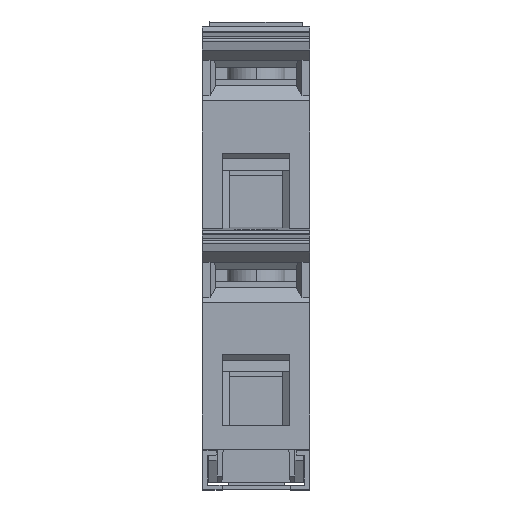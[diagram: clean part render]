
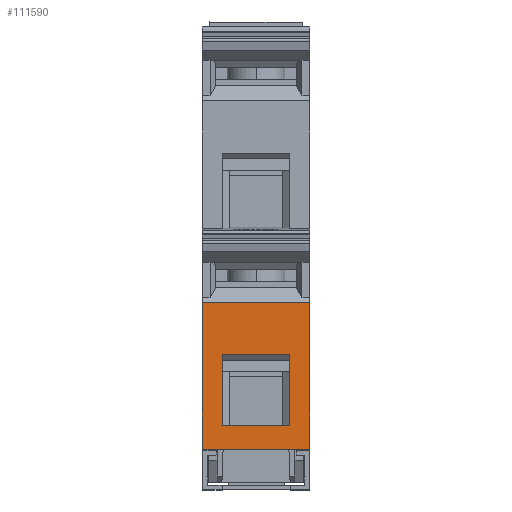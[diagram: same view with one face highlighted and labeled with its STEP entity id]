
A CAD part, front view. The second image highlights one B-rep face of the part: STEP entity #111590.
In plain terms, the highlighted planar face has unit normal (0, -1, 0).
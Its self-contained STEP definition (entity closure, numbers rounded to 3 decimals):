
#26940=CARTESIAN_POINT('',(29.78,-8.665,
0.));
#26950=VERTEX_POINT('',#26940);
#26980=CARTESIAN_POINT('',(29.78,-8.665,
0.));
#26990=DIRECTION('',(0.,0.,1.));
#27000=VECTOR('',#26990,1.);
#27010=LINE('',#26980,#27000);
#27020=CARTESIAN_POINT('',(29.78,-8.665,
17.6));
#27030=VERTEX_POINT('',#27020);
#27040=EDGE_CURVE('',#26950,#27030,#27010,.T.);
#30230=CARTESIAN_POINT('',(-1.653,-8.665,
17.6));
#30240=DIRECTION('',(1.,0.,0.));
#30250=VECTOR('',#30240,1.);
#30260=LINE('',#30230,#30250);
#30270=CARTESIAN_POINT('',(5.761,-8.665,
17.6));
#30280=VERTEX_POINT('',#30270);
#30290=EDGE_CURVE('',#30280,#27030,#30260,.T.);
#40640=CARTESIAN_POINT('',(5.761,-8.665,
0.));
#40650=VERTEX_POINT('',#40640);
#41230=CARTESIAN_POINT('',(5.761,-8.665,
0.));
#41240=DIRECTION('',(0.,0.,-1.));
#41250=VECTOR('',#41240,1.);
#41260=LINE('',#41230,#41250);
#41270=EDGE_CURVE('',#30280,#40650,#41260,.T.);
#44100=CARTESIAN_POINT('',(-28.624,-8.665,
0.));
#44110=DIRECTION('',(1.,0.,0.));
#44120=VECTOR('',#44110,1.);
#44130=LINE('',#44100,#44120);
#44140=EDGE_CURVE('',#40650,#26950,#44130,.T.);
#111140=CARTESIAN_POINT('',(6.176,-8.665,
0.));
#111150=DIRECTION('',(0.,1.,0.));
#111160=DIRECTION('',(-1.,0.,0.));
#111170=AXIS2_PLACEMENT_3D('',#111140,#111150,#111160);
#111180=PLANE('',#111170);
#111190=CARTESIAN_POINT('',(-28.624,-8.665,
3.3));
#111200=DIRECTION('',(1.,0.,0.));
#111210=VECTOR('',#111200,1.);
#111220=LINE('',#111190,#111210);
#111230=CARTESIAN_POINT('',(14.227,-8.665,
3.3));
#111240=VERTEX_POINT('',#111230);
#111250=CARTESIAN_POINT('',(25.92,-8.665,
3.3));
#111260=VERTEX_POINT('',#111250);
#111270=EDGE_CURVE('',#111240,#111260,#111220,.T.);
#111280=ORIENTED_EDGE('',*,*,#111270,.F.);
#111290=CARTESIAN_POINT('',(25.92,-8.665,
-0.388));
#111300=DIRECTION('',(0.,0.,1.));
#111310=VECTOR('',#111300,1.);
#111320=LINE('',#111290,#111310);
#111330=CARTESIAN_POINT('',(25.92,-8.665,
14.3));
#111340=VERTEX_POINT('',#111330);
#111350=EDGE_CURVE('',#111260,#111340,#111320,.T.);
#111360=ORIENTED_EDGE('',*,*,#111350,.F.);
#111370=CARTESIAN_POINT('',(-28.624,-8.665,
14.3));
#111380=DIRECTION('',(1.,0.,0.));
#111390=VECTOR('',#111380,1.);
#111400=LINE('',#111370,#111390);
#111410=CARTESIAN_POINT('',(14.227,-8.665,
14.3));
#111420=VERTEX_POINT('',#111410);
#111430=EDGE_CURVE('',#111420,#111340,#111400,.T.);
#111440=ORIENTED_EDGE('',*,*,#111430,.T.);
#111450=CARTESIAN_POINT('',(14.227,-8.665,
0.001));
#111460=DIRECTION('',(0.,0.,-1.));
#111470=VECTOR('',#111460,1.);
#111480=LINE('',#111450,#111470);
#111490=EDGE_CURVE('',#111420,#111240,#111480,.T.);
#111500=ORIENTED_EDGE('',*,*,#111490,.F.);
#111510=EDGE_LOOP('',(#111500,#111440,#111360,#111280));
#111520=FACE_BOUND('',#111510,.T.);
#111530=ORIENTED_EDGE('',*,*,#30290,.F.);
#111540=ORIENTED_EDGE('',*,*,#27040,.T.);
#111550=ORIENTED_EDGE('',*,*,#44140,.T.);
#111560=ORIENTED_EDGE('',*,*,#41270,.T.);
#111570=EDGE_LOOP('',(#111560,#111550,#111540,#111530));
#111580=FACE_OUTER_BOUND('',#111570,.T.);
#111590=ADVANCED_FACE('',(#111520,#111580),#111180,.F.);
